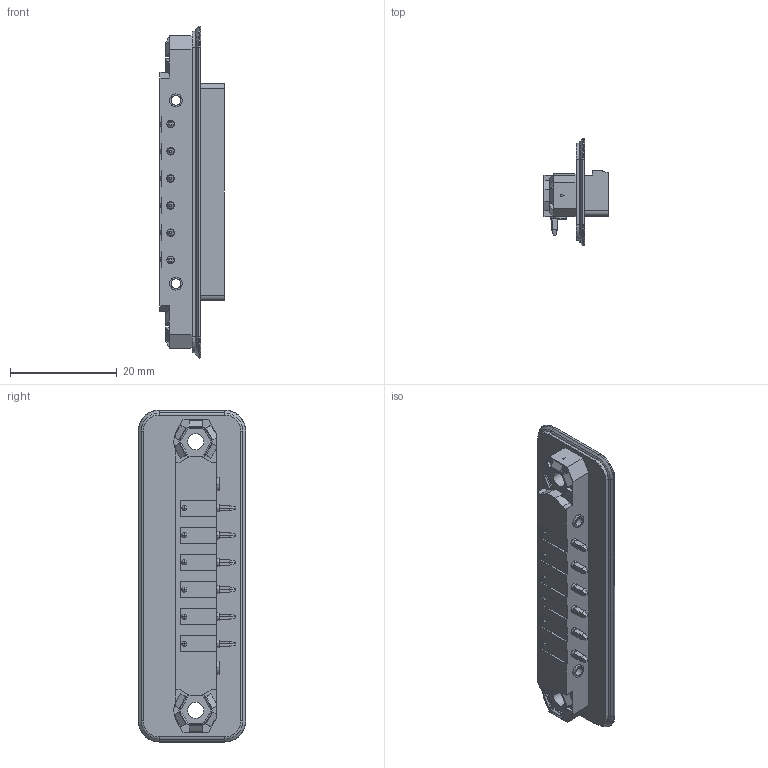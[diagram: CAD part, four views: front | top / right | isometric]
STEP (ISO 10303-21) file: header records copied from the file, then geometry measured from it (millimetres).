
FILE_DESCRIPTION(('STEP AP214'),'1');
FILE_NAME('1899029.stp','2016-07-05T05:31:04',('TraceParts'),('TraceParts S.A.'),'Spatial InterOp 3D',' ',' ');
FILE_SCHEMA(('automotive_design'));
Length unit declared in the file: millimetre
Products named in the file (1): dfk-mstba_2.5-6-gf-5.08|1#dfk-mstba_2.5-6-gf-5.08;dfk-mstba_2.5-6-gf-5.08
Bounding box: 12 x 20.07 x 62.11 mm (x, y, z)
Volume: 3811.7 mm3; surface area: 5092.7 mm2
Topology: 1 solids, 1 shells, 715 faces, 1640 edges, 980 vertices
Faces by surface type: plane 546, cylinder 105, sphere 24, torus 20, cone 20
Entity records: 25572 total; most frequent: CARTESIAN_POINT 3480, DIRECTION 3478, ORIENTED_EDGE 3280, EDGE_CURVE 1640, LINE 1210, VECTOR 1210, AXIS2_PLACEMENT_3D 1134, VERTEX_POINT 980
